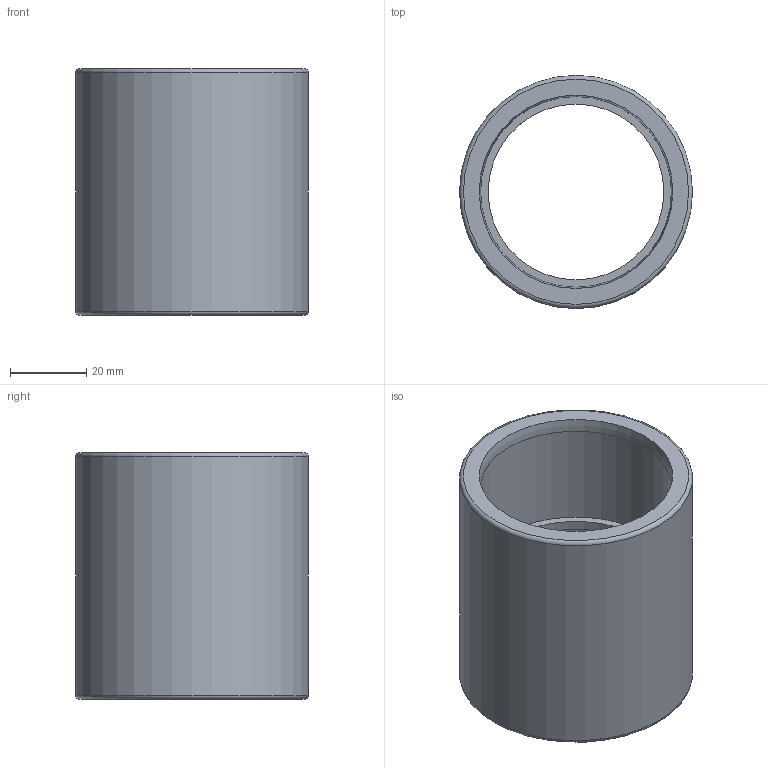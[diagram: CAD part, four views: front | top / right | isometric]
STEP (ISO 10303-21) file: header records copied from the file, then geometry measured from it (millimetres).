
FILE_DESCRIPTION(/* description */ (''),/* implementation_level */ '2;1');
FILE_NAME(/* name */ 'MILV050112.ipt.stp',/* time_stamp */ '2013-10-01T14:45:52+02:00',/* author */ ('bfaro'),/* organization */ (''),/* preprocessor_version */ 'ST-DEVELOPER v15.2',/* originating_system */ 'Autodesk Inventor 2014',/* authorisation */ '');
FILE_SCHEMA (('AUTOMOTIVE_DESIGN { 1 0 10303 214 3 1 1 }'));
Length unit declared in the file: millimetre
Products named in the file (1): MILV050112
Bounding box: 61 x 61 x 64.5 mm (x, y, z)
Volume: 66705.8 mm3; surface area: 24546.4 mm2
Topology: 1 solids, 1 shells, 12 faces, 20 edges, 12 vertices
Faces by surface type: plane 4, cylinder 4, torus 4
Full cylindrical faces by diameter (mm): 46 x1, 48.2 x1, 50 x1, 61 x1
Entity records: 269 total; most frequent: DIRECTION 50, CARTESIAN_POINT 37, AXIS2_PLACEMENT_3D 25, EDGE_LOOP 24, ORIENTED_EDGE 24, FACE_BOUND 14, CIRCLE 12, VERTEX_POINT 12
